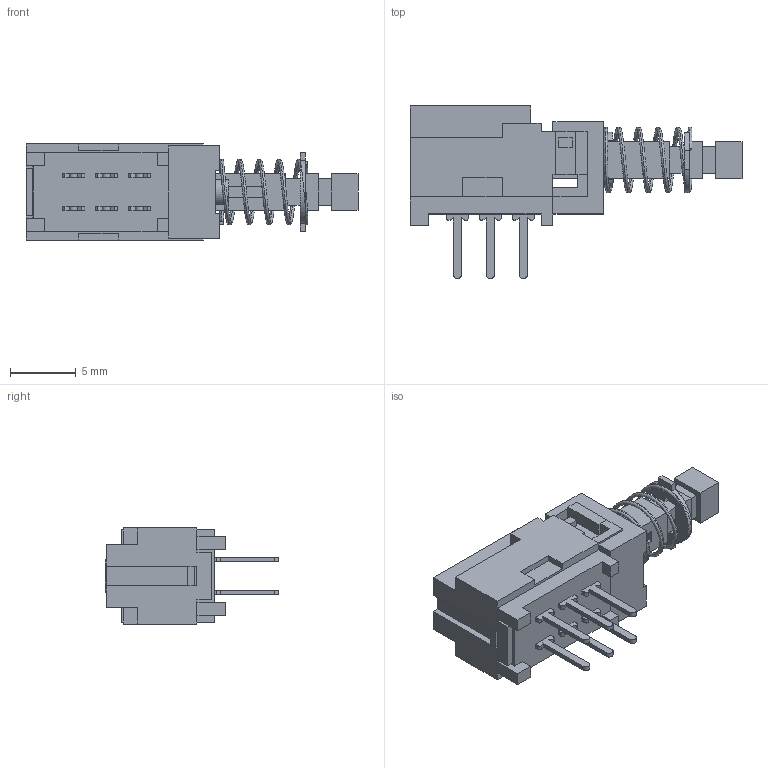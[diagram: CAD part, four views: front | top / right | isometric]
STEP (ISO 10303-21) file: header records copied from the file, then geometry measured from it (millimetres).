
FILE_DESCRIPTION (( 'STEP AP214' ), '1' );
FILE_NAME ('PBH2UOANAGX.STEP', '2022-09-20T04:59:13', ( '' ), ( '' ), 'SwSTEP 2.0', 'SolidWorks 2017', '' );
FILE_SCHEMA (( 'AUTOMOTIVE_DESIGN' ));
Length unit declared in the file: millimetre
Products named in the file (1): PBH2UOANAGX
Bounding box: 25.2 x 13.15 x 7.3 mm (x, y, z)
Volume: 582.5 mm3; surface area: 1289.6 mm2
Topology: 1 solids, 1 shells, 304 faces, 868 edges, 561 vertices
Faces by surface type: plane 267, cylinder 31, bspline 6
Entity records: 13963 total; most frequent: CARTESIAN_POINT 4107, ORIENTED_EDGE 1736, DIRECTION 1486, EDGE_CURVE 868, VECTOR 770, LINE 770, VERTEX_POINT 561, AXIS2_PLACEMENT_3D 358
